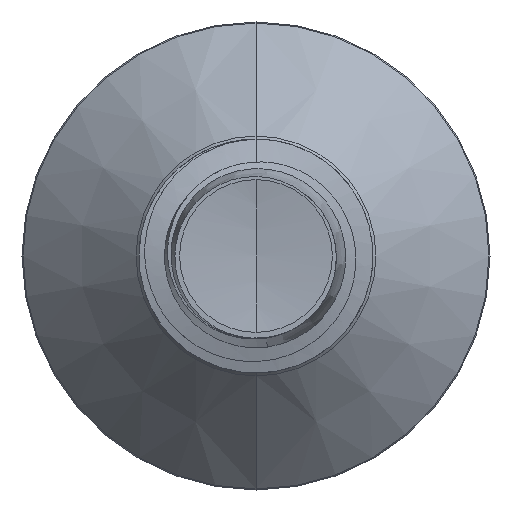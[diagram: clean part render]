
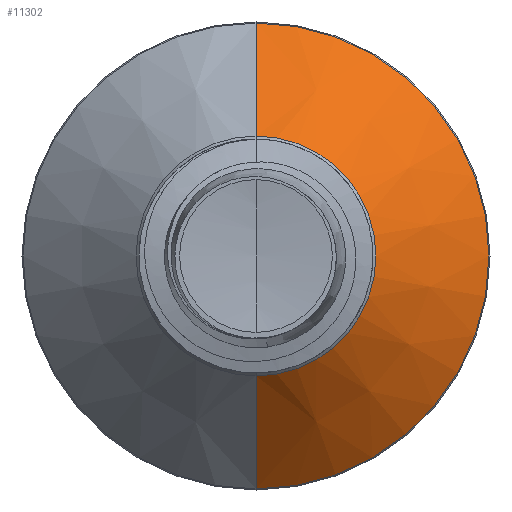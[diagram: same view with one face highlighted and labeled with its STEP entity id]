
A CAD part, front view. The second image highlights one B-rep face of the part: STEP entity #11302.
In plain terms, the highlighted conical face has half-angle 45 degrees and reference radius 2.563 mm.
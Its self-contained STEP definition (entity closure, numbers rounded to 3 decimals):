
#123 = VERTEX_POINT ( 'NONE', #327 ) ;
#327 = CARTESIAN_POINT ( 'NONE',  ( 0., 5.728, 4.978 ) ) ;
#389 = CARTESIAN_POINT ( 'NONE',  ( 0., 3.313, -2.563 ) ) ;
#729 = CONICAL_SURFACE ( 'NONE', #8533, 2.563, 0.785 ) ;
#834 = EDGE_LOOP ( 'NONE', ( #11968, #3709, #4065, #6912 ) ) ;
#1395 = DIRECTION ( 'NONE',  ( 0., 1., 0. ) ) ;
#2535 = CARTESIAN_POINT ( 'NONE',  ( 0., 3.313, 2.563 ) ) ;
#2792 = CARTESIAN_POINT ( 'NONE',  ( 0., 3.313, -2.563 ) ) ;
#3293 = CIRCLE ( 'NONE', #5069, 2.563 ) ;
#3572 = DIRECTION ( 'NONE',  ( 0., 1., 0. ) ) ;
#3709 = ORIENTED_EDGE ( 'NONE', *, *, #8281, .T. ) ;
#4065 = ORIENTED_EDGE ( 'NONE', *, *, #11259, .F. ) ;
#4190 = CARTESIAN_POINT ( 'NONE',  ( 0., 5.728, -4.978 ) ) ;
#4199 = DIRECTION ( 'NONE',  ( 0., 1., 0. ) ) ;
#4252 = VERTEX_POINT ( 'NONE', #6755 ) ;
#4682 = CARTESIAN_POINT ( 'NONE',  ( 0., 3.313, 0. ) ) ;
#5069 = AXIS2_PLACEMENT_3D ( 'NONE', #10650, #4199, #11720 ) ;
#5178 = LINE ( 'NONE', #389, #10557 ) ;
#5345 = VECTOR ( 'NONE', #10070, 1000. ) ;
#6755 = CARTESIAN_POINT ( 'NONE',  ( 0., 3.313, 2.563 ) ) ;
#6857 = DIRECTION ( 'NONE',  ( 0., 0.707, -0.707 ) ) ;
#6912 = ORIENTED_EDGE ( 'NONE', *, *, #7204, .F. ) ;
#7204 = EDGE_CURVE ( 'NONE', #4252, #123, #8187, .T. ) ;
#7755 = EDGE_CURVE ( 'NONE', #4252, #12323, #3293, .T. ) ;
#8187 = LINE ( 'NONE', #2535, #5345 ) ;
#8281 = EDGE_CURVE ( 'NONE', #12323, #11928, #5178, .T. ) ;
#8533 = AXIS2_PLACEMENT_3D ( 'NONE', #4682, #1395, #13249 ) ;
#9258 = AXIS2_PLACEMENT_3D ( 'NONE', #10015, #3572, #11109 ) ;
#9662 = CIRCLE ( 'NONE', #9258, 4.978 ) ;
#10015 = CARTESIAN_POINT ( 'NONE',  ( 0., 5.728, 0. ) ) ;
#10070 = DIRECTION ( 'NONE',  ( 0., 0.707, 0.707 ) ) ;
#10557 = VECTOR ( 'NONE', #6857, 1000. ) ;
#10650 = CARTESIAN_POINT ( 'NONE',  ( 0., 3.313, 0. ) ) ;
#11109 = DIRECTION ( 'NONE',  ( 0., 0., 1. ) ) ;
#11259 = EDGE_CURVE ( 'NONE', #123, #11928, #9662, .T. ) ;
#11302 = ADVANCED_FACE ( 'NONE', ( #12536 ), #729, .T. ) ;
#11720 = DIRECTION ( 'NONE',  ( 0., 0., 1. ) ) ;
#11928 = VERTEX_POINT ( 'NONE', #4190 ) ;
#11968 = ORIENTED_EDGE ( 'NONE', *, *, #7755, .T. ) ;
#12323 = VERTEX_POINT ( 'NONE', #2792 ) ;
#12536 = FACE_OUTER_BOUND ( 'NONE', #834, .T. ) ;
#13249 = DIRECTION ( 'NONE',  ( 0., 0., 1. ) ) ;
